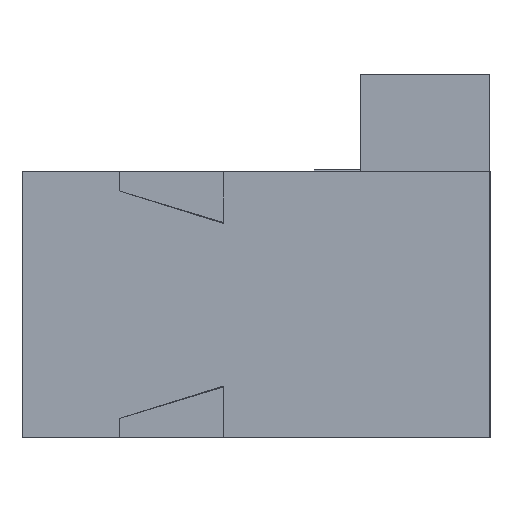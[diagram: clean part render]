
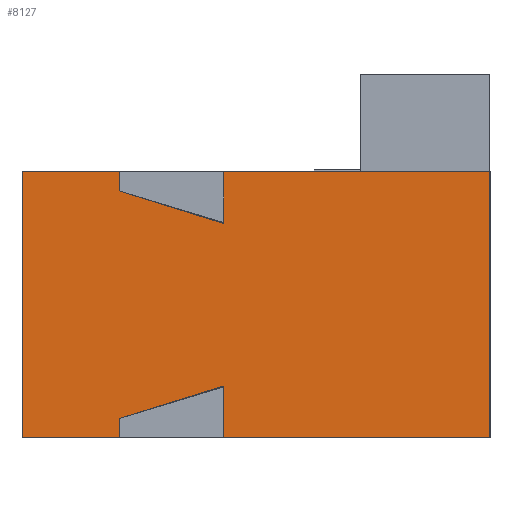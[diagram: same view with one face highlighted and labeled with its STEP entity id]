
A CAD part, left-side view. The second image highlights one B-rep face of the part: STEP entity #8127.
In plain terms, the highlighted planar face has unit normal (-1, 0, 0).
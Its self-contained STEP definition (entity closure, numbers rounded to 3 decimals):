
#1=DIRECTION('',(0.,0.,1.));
#2=VECTOR('',#1,4.1);
#3=CARTESIAN_POINT('',(-10.1,0.,-2.05));
#4=LINE('',#3,#2);
#353=DIRECTION('',(0.,0.,-1.));
#354=VECTOR('',#353,0.8);
#355=CARTESIAN_POINT('',(-10.1,4.1,2.05));
#356=LINE('',#355,#354);
#357=DIRECTION('',(0.,1.,0.));
#358=VECTOR('',#357,4.1);
#359=CARTESIAN_POINT('',(-10.1,0.,-2.05));
#360=LINE('',#359,#358);
#361=DIRECTION('',(0.,0.,1.));
#362=VECTOR('',#361,0.8);
#363=CARTESIAN_POINT('',(-10.1,4.1,-2.05));
#364=LINE('',#363,#362);
#365=DIRECTION('',(0.,-0.954,0.298));
#366=VECTOR('',#365,1.676);
#367=CARTESIAN_POINT('',(-10.1,5.7,-1.75));
#368=LINE('',#367,#366);
#369=DIRECTION('',(0.,0.,1.));
#370=VECTOR('',#369,0.3);
#371=CARTESIAN_POINT('',(-10.1,5.7,-2.05));
#372=LINE('',#371,#370);
#373=DIRECTION('',(0.,1.,0.));
#374=VECTOR('',#373,1.5);
#375=CARTESIAN_POINT('',(-10.1,5.7,-2.05));
#376=LINE('',#375,#374);
#377=DIRECTION('',(0.,0.,-1.));
#378=VECTOR('',#377,0.3);
#379=CARTESIAN_POINT('',(-10.1,5.7,2.05));
#380=LINE('',#379,#378);
#381=DIRECTION('',(0.,0.954,0.298));
#382=VECTOR('',#381,1.676);
#383=CARTESIAN_POINT('',(-10.1,4.1,1.25));
#384=LINE('',#383,#382);
#582=DIRECTION('',(0.,1.,0.));
#583=VECTOR('',#582,4.1);
#584=CARTESIAN_POINT('',(-10.1,0.,2.05));
#585=LINE('',#584,#583);
#782=DIRECTION('',(0.,1.,0.));
#783=VECTOR('',#782,1.5);
#784=CARTESIAN_POINT('',(-10.1,5.7,2.05));
#785=LINE('',#784,#783);
#1917=DIRECTION('',(0.,0.,1.));
#1918=VECTOR('',#1917,4.1);
#1919=CARTESIAN_POINT('',(-10.1,7.2,-2.05));
#1920=LINE('',#1919,#1918);
#6057=CARTESIAN_POINT('',(-10.1,0.,-2.05));
#6058=CARTESIAN_POINT('',(-10.1,0.,2.05));
#6059=VERTEX_POINT('',#6057);
#6060=VERTEX_POINT('',#6058);
#6067=CARTESIAN_POINT('',(-10.1,7.2,-2.05));
#6068=CARTESIAN_POINT('',(-10.1,7.2,2.05));
#6069=VERTEX_POINT('',#6067);
#6070=VERTEX_POINT('',#6068);
#6089=CARTESIAN_POINT('',(-10.1,4.1,2.05));
#6090=CARTESIAN_POINT('',(-10.1,4.1,1.25));
#6091=VERTEX_POINT('',#6089);
#6092=VERTEX_POINT('',#6090);
#6093=CARTESIAN_POINT('',(-10.1,5.7,1.75));
#6094=VERTEX_POINT('',#6093);
#6095=CARTESIAN_POINT('',(-10.1,5.7,2.05));
#6096=VERTEX_POINT('',#6095);
#6097=CARTESIAN_POINT('',(-10.1,5.7,-1.75));
#6098=CARTESIAN_POINT('',(-10.1,4.1,-1.25));
#6099=VERTEX_POINT('',#6097);
#6100=VERTEX_POINT('',#6098);
#6101=CARTESIAN_POINT('',(-10.1,4.1,-2.05));
#6102=VERTEX_POINT('',#6101);
#6103=CARTESIAN_POINT('',(-10.1,5.7,-2.05));
#6104=VERTEX_POINT('',#6103);
#8097=CARTESIAN_POINT('',(-10.1,0.,-2.05));
#8098=DIRECTION('',(-1.,0.,0.));
#8099=DIRECTION('',(0.,0.,1.));
#8100=AXIS2_PLACEMENT_3D('',#8097,#8098,#8099);
#8101=PLANE('',#8100);
#8103=ORIENTED_EDGE('',*,*,#8102,.F.);
#8105=ORIENTED_EDGE('',*,*,#8104,.F.);
#8106=ORIENTED_EDGE('',*,*,#7878,.F.);
#8108=ORIENTED_EDGE('',*,*,#8107,.T.);
#8110=ORIENTED_EDGE('',*,*,#8109,.T.);
#8112=ORIENTED_EDGE('',*,*,#8111,.F.);
#8114=ORIENTED_EDGE('',*,*,#8113,.F.);
#8116=ORIENTED_EDGE('',*,*,#8115,.T.);
#8118=ORIENTED_EDGE('',*,*,#8117,.T.);
#8120=ORIENTED_EDGE('',*,*,#8119,.F.);
#8122=ORIENTED_EDGE('',*,*,#8121,.T.);
#8124=ORIENTED_EDGE('',*,*,#8123,.F.);
#8125=EDGE_LOOP('',(#8103,#8105,#8106,#8108,#8110,#8112,#8114,#8116,#8118,#8120,
#8122,#8124));
#8126=FACE_OUTER_BOUND('',#8125,.F.);
#7878=EDGE_CURVE('',#6059,#6060,#4,.T.);
#8102=EDGE_CURVE('',#6091,#6092,#356,.T.);
#8104=EDGE_CURVE('',#6060,#6091,#585,.T.);
#8107=EDGE_CURVE('',#6059,#6102,#360,.T.);
#8109=EDGE_CURVE('',#6102,#6100,#364,.T.);
#8111=EDGE_CURVE('',#6099,#6100,#368,.T.);
#8113=EDGE_CURVE('',#6104,#6099,#372,.T.);
#8115=EDGE_CURVE('',#6104,#6069,#376,.T.);
#8117=EDGE_CURVE('',#6069,#6070,#1920,.T.);
#8119=EDGE_CURVE('',#6096,#6070,#785,.T.);
#8121=EDGE_CURVE('',#6096,#6094,#380,.T.);
#8123=EDGE_CURVE('',#6092,#6094,#384,.T.);
#8127=ADVANCED_FACE('',(#8126),#8101,.T.);
